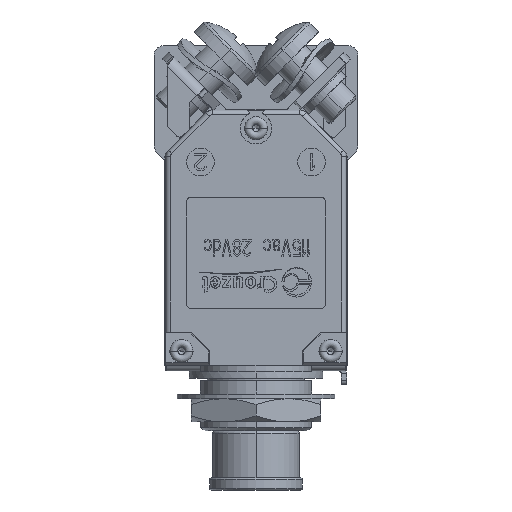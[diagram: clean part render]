
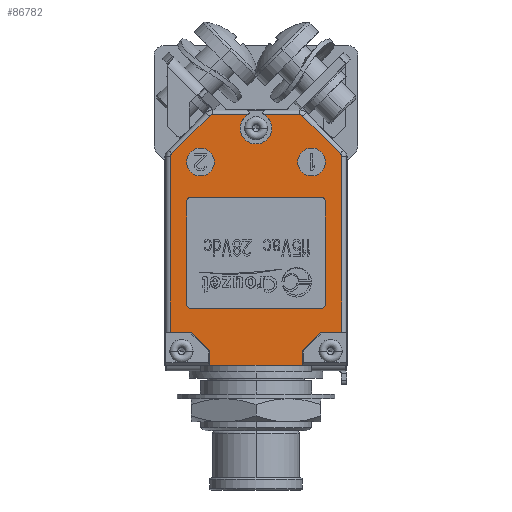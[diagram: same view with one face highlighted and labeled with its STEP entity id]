
A CAD part, front view. The second image highlights one B-rep face of the part: STEP entity #86782.
In plain terms, the highlighted planar face has unit normal (0, -1, 0).
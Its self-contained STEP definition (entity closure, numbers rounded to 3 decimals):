
#16490=DIRECTION('',(0.,0.,-1.));
#16491=VECTOR('',#16490,18.907);
#16492=CARTESIAN_POINT('',(-9.25,-22.85,-3.093));
#16493=LINE('',#16492,#16491);
#16503=CARTESIAN_POINT('',(6.,-22.85,-3.65));
#16504=DIRECTION('',(0.,-1.,0.));
#16505=DIRECTION('',(-1.,0.,0.));
#16506=AXIS2_PLACEMENT_3D('',#16503,#16504,#16505);
#16508=CARTESIAN_POINT('',(6.,-22.85,-3.65));
#16509=DIRECTION('',(0.,-1.,0.));
#16510=DIRECTION('',(1.,0.,0.));
#16511=AXIS2_PLACEMENT_3D('',#16508,#16509,#16510);
#16513=CARTESIAN_POINT('',(-6.,-22.85,-3.65));
#16514=DIRECTION('',(0.,-1.,0.));
#16515=DIRECTION('',(-1.,0.,0.));
#16516=AXIS2_PLACEMENT_3D('',#16513,#16514,#16515);
#16518=CARTESIAN_POINT('',(-6.,-22.85,-3.65));
#16519=DIRECTION('',(0.,-1.,0.));
#16520=DIRECTION('',(1.,0.,0.));
#16521=AXIS2_PLACEMENT_3D('',#16518,#16519,#16520);
#16523=DIRECTION('',(1.,0.,0.));
#16524=VECTOR('',#16523,14.);
#16525=CARTESIAN_POINT('',(-7.,-22.85,-19.45));
#16526=LINE('',#16525,#16524);
#16527=DIRECTION('',(0.,0.,1.));
#16528=VECTOR('',#16527,11.);
#16529=CARTESIAN_POINT('',(7.5,-22.85,-18.95));
#16530=LINE('',#16529,#16528);
#16531=DIRECTION('',(-1.,0.,0.));
#16532=VECTOR('',#16531,14.);
#16533=CARTESIAN_POINT('',(7.,-22.85,-7.45));
#16534=LINE('',#16533,#16532);
#16535=DIRECTION('',(0.,0.,-1.));
#16536=VECTOR('',#16535,11.);
#16537=CARTESIAN_POINT('',(-7.5,-22.85,-7.95));
#16538=LINE('',#16537,#16536);
#16539=CARTESIAN_POINT('',(-8.75,-22.85,-3.093));
#16540=DIRECTION('',(0.,-1.,0.));
#16541=DIRECTION('',(-0.707,0.,0.707));
#16542=AXIS2_PLACEMENT_3D('',#16539,#16540,#16541);
#16544=DIRECTION('',(-0.707,0.,-0.707));
#16545=VECTOR('',#16544,5.718);
#16546=CARTESIAN_POINT('',(-5.06,-22.85,1.304));
#16547=LINE('',#16546,#16545);
#16548=CARTESIAN_POINT('',(-4.707,-22.85,0.95));
#16549=DIRECTION('',(0.,-1.,0.));
#16550=DIRECTION('',(0.,0.,1.));
#16551=AXIS2_PLACEMENT_3D('',#16548,#16549,#16550);
#16553=DIRECTION('',(-1.,0.,0.));
#16554=VECTOR('',#16553,3.819);
#16555=CARTESIAN_POINT('',(-0.887,-22.85,1.45));
#16556=LINE('',#16555,#16554);
#16557=CARTESIAN_POINT('',(0.,-22.85,0.));
#16558=DIRECTION('',(0.,1.,0.));
#16559=DIRECTION('',(0.522,0.,0.853));
#16560=AXIS2_PLACEMENT_3D('',#16557,#16558,#16559);
#16562=DIRECTION('',(-1.,0.,0.));
#16563=VECTOR('',#16562,3.819);
#16564=CARTESIAN_POINT('',(4.707,-22.85,1.45));
#16565=LINE('',#16564,#16563);
#16566=CARTESIAN_POINT('',(4.707,-22.85,0.95));
#16567=DIRECTION('',(0.,-1.,0.));
#16568=DIRECTION('',(0.707,0.,0.707));
#16569=AXIS2_PLACEMENT_3D('',#16566,#16567,#16568);
#16571=DIRECTION('',(-0.707,0.,0.707));
#16572=VECTOR('',#16571,5.718);
#16573=CARTESIAN_POINT('',(9.104,-22.85,-2.74));
#16574=LINE('',#16573,#16572);
#16575=CARTESIAN_POINT('',(8.75,-22.85,-3.093));
#16576=DIRECTION('',(0.,-1.,0.));
#16577=DIRECTION('',(1.,0.,0.));
#16578=AXIS2_PLACEMENT_3D('',#16575,#16576,#16577);
#16580=DIRECTION('',(0.,0.,1.));
#16581=VECTOR('',#16580,18.907);
#16582=CARTESIAN_POINT('',(9.25,-22.85,-22.));
#16583=LINE('',#16582,#16581);
#16584=DIRECTION('',(-1.,0.,0.));
#16585=VECTOR('',#16584,2.25);
#16586=CARTESIAN_POINT('',(9.25,-22.85,-22.));
#16587=LINE('',#16586,#16585);
#16588=DIRECTION('',(0.707,0.,0.707));
#16589=VECTOR('',#16588,2.828);
#16590=CARTESIAN_POINT('',(5.,-22.85,-24.));
#16591=LINE('',#16590,#16589);
#16592=DIRECTION('',(0.,0.,1.));
#16593=VECTOR('',#16592,1.6);
#16594=CARTESIAN_POINT('',(5.,-22.85,-25.6));
#16595=LINE('',#16594,#16593);
#16596=DIRECTION('',(1.,0.,0.));
#16597=VECTOR('',#16596,10.);
#16598=CARTESIAN_POINT('',(-5.,-22.85,-25.6));
#16599=LINE('',#16598,#16597);
#16600=DIRECTION('',(0.,0.,1.));
#16601=VECTOR('',#16600,1.6);
#16602=CARTESIAN_POINT('',(-5.,-22.85,-25.6));
#16603=LINE('',#16602,#16601);
#16604=DIRECTION('',(0.707,0.,-0.707));
#16605=VECTOR('',#16604,2.828);
#16606=CARTESIAN_POINT('',(-7.,-22.85,-22.));
#16607=LINE('',#16606,#16605);
#16608=DIRECTION('',(1.,0.,0.));
#16609=VECTOR('',#16608,2.25);
#16610=CARTESIAN_POINT('',(-9.25,-22.85,-22.));
#16611=LINE('',#16610,#16609);
#17072=CARTESIAN_POINT('',(7.,-22.85,-18.95));
#17073=DIRECTION('',(0.,1.,0.));
#17074=DIRECTION('',(1.,0.,0.));
#17075=AXIS2_PLACEMENT_3D('',#17072,#17073,#17074);
#17090=CARTESIAN_POINT('',(7.,-22.85,-7.95));
#17091=DIRECTION('',(0.,1.,0.));
#17092=DIRECTION('',(0.,0.,1.));
#17093=AXIS2_PLACEMENT_3D('',#17090,#17091,#17092);
#18746=CARTESIAN_POINT('',(-7.,-22.85,-18.95));
#18747=DIRECTION('',(0.,1.,0.));
#18748=DIRECTION('',(0.,0.,-1.));
#18749=AXIS2_PLACEMENT_3D('',#18746,#18747,#18748);
#18764=CARTESIAN_POINT('',(-7.,-22.85,-7.95));
#18765=DIRECTION('',(0.,1.,0.));
#18766=DIRECTION('',(-1.,0.,0.));
#18767=AXIS2_PLACEMENT_3D('',#18764,#18765,#18766);
#55252=CARTESIAN_POINT('',(-7.,-22.85,-22.));
#55253=CARTESIAN_POINT('',(-5.,-22.85,-24.));
#55254=VERTEX_POINT('',#55252);
#55255=VERTEX_POINT('',#55253);
#55256=CARTESIAN_POINT('',(-5.,-22.85,-25.6));
#55257=VERTEX_POINT('',#55256);
#55258=CARTESIAN_POINT('',(5.,-22.85,-25.6));
#55259=CARTESIAN_POINT('',(5.,-22.85,-24.));
#55260=VERTEX_POINT('',#55258);
#55261=VERTEX_POINT('',#55259);
#55262=CARTESIAN_POINT('',(7.,-22.85,-22.));
#55263=VERTEX_POINT('',#55262);
#55453=CARTESIAN_POINT('',(-0.887,-22.85,1.45));
#55454=CARTESIAN_POINT('',(-4.707,-22.85,1.45));
#55455=VERTEX_POINT('',#55453);
#55456=VERTEX_POINT('',#55454);
#55457=CARTESIAN_POINT('',(-5.06,-22.85,1.304));
#55458=VERTEX_POINT('',#55457);
#55463=CARTESIAN_POINT('',(-9.104,-22.85,-2.74));
#55464=VERTEX_POINT('',#55463);
#55467=CARTESIAN_POINT('',(-9.25,-22.85,-3.093));
#55468=VERTEX_POINT('',#55467);
#55472=CARTESIAN_POINT('',(9.25,-22.85,-22.));
#55474=VERTEX_POINT('',#55472);
#55475=CARTESIAN_POINT('',(9.25,-22.85,-3.093));
#55476=VERTEX_POINT('',#55475);
#55479=CARTESIAN_POINT('',(9.104,-22.85,-2.74));
#55480=VERTEX_POINT('',#55479);
#55483=CARTESIAN_POINT('',(5.06,-22.85,1.304));
#55484=VERTEX_POINT('',#55483);
#55487=CARTESIAN_POINT('',(4.707,-22.85,1.45));
#55488=VERTEX_POINT('',#55487);
#55491=CARTESIAN_POINT('',(0.887,-22.85,1.45));
#55492=VERTEX_POINT('',#55491);
#56460=CARTESIAN_POINT('',(4.5,-22.85,-3.65));
#56461=CARTESIAN_POINT('',(7.5,-22.85,-3.65));
#56462=VERTEX_POINT('',#56460);
#56463=VERTEX_POINT('',#56461);
#56464=CARTESIAN_POINT('',(-7.5,-22.85,-3.65));
#56465=CARTESIAN_POINT('',(-4.5,-22.85,-3.65));
#56466=VERTEX_POINT('',#56464);
#56467=VERTEX_POINT('',#56465);
#57380=CARTESIAN_POINT('',(7.,-22.85,-7.45));
#57382=VERTEX_POINT('',#57380);
#57384=CARTESIAN_POINT('',(7.5,-22.85,-7.95));
#57386=VERTEX_POINT('',#57384);
#57388=CARTESIAN_POINT('',(7.5,-22.85,-18.95));
#57390=VERTEX_POINT('',#57388);
#57392=CARTESIAN_POINT('',(7.,-22.85,-19.45));
#57394=VERTEX_POINT('',#57392);
#57396=CARTESIAN_POINT('',(-7.,-22.85,-19.45));
#57398=VERTEX_POINT('',#57396);
#57400=CARTESIAN_POINT('',(-7.5,-22.85,-18.95));
#57402=VERTEX_POINT('',#57400);
#57404=CARTESIAN_POINT('',(-7.5,-22.85,-7.95));
#57406=VERTEX_POINT('',#57404);
#57408=CARTESIAN_POINT('',(-7.,-22.85,-7.45));
#57410=VERTEX_POINT('',#57408);
#63351=CARTESIAN_POINT('',(-9.25,-22.85,-22.));
#63353=VERTEX_POINT('',#63351);
#86711=CARTESIAN_POINT('',(0.,-22.85,0.));
#86712=DIRECTION('',(0.,1.,0.));
#86713=DIRECTION('',(1.,0.,0.));
#86714=AXIS2_PLACEMENT_3D('',#86711,#86712,#86713);
#86715=PLANE('',#86714);
#86716=ORIENTED_EDGE('',*,*,#86689,.F.);
#86718=ORIENTED_EDGE('',*,*,#86717,.F.);
#86720=ORIENTED_EDGE('',*,*,#86719,.F.);
#86722=ORIENTED_EDGE('',*,*,#86721,.F.);
#86724=ORIENTED_EDGE('',*,*,#86723,.F.);
#86726=ORIENTED_EDGE('',*,*,#86725,.F.);
#86728=ORIENTED_EDGE('',*,*,#86727,.F.);
#86730=ORIENTED_EDGE('',*,*,#86729,.F.);
#86732=ORIENTED_EDGE('',*,*,#86731,.F.);
#86734=ORIENTED_EDGE('',*,*,#86733,.F.);
#86736=ORIENTED_EDGE('',*,*,#86735,.F.);
#86738=ORIENTED_EDGE('',*,*,#86737,.T.);
#86740=ORIENTED_EDGE('',*,*,#86739,.F.);
#86742=ORIENTED_EDGE('',*,*,#86741,.F.);
#86743=ORIENTED_EDGE('',*,*,#86482,.F.);
#86745=ORIENTED_EDGE('',*,*,#86744,.T.);
#86747=ORIENTED_EDGE('',*,*,#86746,.F.);
#86749=ORIENTED_EDGE('',*,*,#86748,.F.);
#86750=EDGE_LOOP('',(#86716,#86718,#86720,#86722,#86724,#86726,#86728,#86730,
#86732,#86734,#86736,#86738,#86740,#86742,#86743,#86745,#86747,#86749));
#86751=FACE_OUTER_BOUND('',#86750,.F.);
#86753=ORIENTED_EDGE('',*,*,#86752,.T.);
#86755=ORIENTED_EDGE('',*,*,#86754,.T.);
#86756=EDGE_LOOP('',(#86753,#86755));
#86757=FACE_BOUND('',#86756,.F.);
#86759=ORIENTED_EDGE('',*,*,#86758,.T.);
#86761=ORIENTED_EDGE('',*,*,#86760,.F.);
#86763=ORIENTED_EDGE('',*,*,#86762,.T.);
#86765=ORIENTED_EDGE('',*,*,#86764,.F.);
#86767=ORIENTED_EDGE('',*,*,#86766,.T.);
#86769=ORIENTED_EDGE('',*,*,#86768,.F.);
#86771=ORIENTED_EDGE('',*,*,#86770,.T.);
#86773=ORIENTED_EDGE('',*,*,#86772,.F.);
#86774=EDGE_LOOP('',(#86759,#86761,#86763,#86765,#86767,#86769,#86771,#86773));
#86775=FACE_BOUND('',#86774,.F.);
#86777=ORIENTED_EDGE('',*,*,#86776,.T.);
#86779=ORIENTED_EDGE('',*,*,#86778,.T.);
#86780=EDGE_LOOP('',(#86777,#86779));
#86781=FACE_BOUND('',#86780,.F.);
#16507=CIRCLE('',#16506,1.5);
#16512=CIRCLE('',#16511,1.5);
#16517=CIRCLE('',#16516,1.5);
#16522=CIRCLE('',#16521,1.5);
#16543=CIRCLE('',#16542,0.5);
#16552=CIRCLE('',#16551,0.5);
#16561=CIRCLE('',#16560,1.7);
#16570=CIRCLE('',#16569,0.5);
#16579=CIRCLE('',#16578,0.5);
#17076=CIRCLE('',#17075,0.5);
#17094=CIRCLE('',#17093,0.5);
#18750=CIRCLE('',#18749,0.5);
#18768=CIRCLE('',#18767,0.5);
#86482=EDGE_CURVE('',#55257,#55260,#16599,.T.);
#86689=EDGE_CURVE('',#55468,#63353,#16493,.T.);
#86717=EDGE_CURVE('',#55464,#55468,#16543,.T.);
#86719=EDGE_CURVE('',#55458,#55464,#16547,.T.);
#86721=EDGE_CURVE('',#55456,#55458,#16552,.T.);
#86723=EDGE_CURVE('',#55455,#55456,#16556,.T.);
#86725=EDGE_CURVE('',#55492,#55455,#16561,.T.);
#86727=EDGE_CURVE('',#55488,#55492,#16565,.T.);
#86729=EDGE_CURVE('',#55484,#55488,#16570,.T.);
#86731=EDGE_CURVE('',#55480,#55484,#16574,.T.);
#86733=EDGE_CURVE('',#55476,#55480,#16579,.T.);
#86735=EDGE_CURVE('',#55474,#55476,#16583,.T.);
#86737=EDGE_CURVE('',#55474,#55263,#16587,.T.);
#86739=EDGE_CURVE('',#55261,#55263,#16591,.T.);
#86741=EDGE_CURVE('',#55260,#55261,#16595,.T.);
#86744=EDGE_CURVE('',#55257,#55255,#16603,.T.);
#86746=EDGE_CURVE('',#55254,#55255,#16607,.T.);
#86748=EDGE_CURVE('',#63353,#55254,#16611,.T.);
#86752=EDGE_CURVE('',#56466,#56467,#16517,.T.);
#86754=EDGE_CURVE('',#56467,#56466,#16522,.T.);
#86758=EDGE_CURVE('',#57398,#57394,#16526,.T.);
#86760=EDGE_CURVE('',#57390,#57394,#17076,.T.);
#86762=EDGE_CURVE('',#57390,#57386,#16530,.T.);
#86764=EDGE_CURVE('',#57382,#57386,#17094,.T.);
#86766=EDGE_CURVE('',#57382,#57410,#16534,.T.);
#86768=EDGE_CURVE('',#57406,#57410,#18768,.T.);
#86770=EDGE_CURVE('',#57406,#57402,#16538,.T.);
#86772=EDGE_CURVE('',#57398,#57402,#18750,.T.);
#86776=EDGE_CURVE('',#56462,#56463,#16507,.T.);
#86778=EDGE_CURVE('',#56463,#56462,#16512,.T.);
#86782=ADVANCED_FACE('',(#86751,#86757,#86775,#86781),#86715,.F.);
